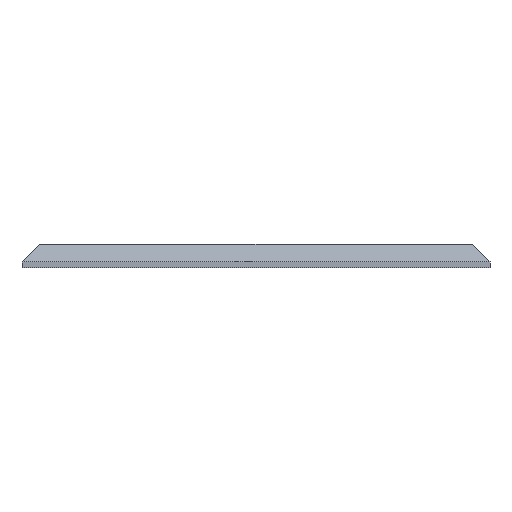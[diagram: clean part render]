
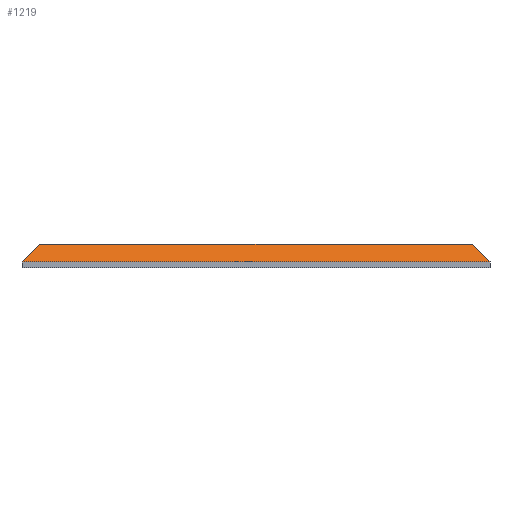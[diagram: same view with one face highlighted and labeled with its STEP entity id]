
A CAD part, front view. The second image highlights one B-rep face of the part: STEP entity #1219.
In plain terms, the highlighted planar face has unit normal (0, -0.707, 0.707).
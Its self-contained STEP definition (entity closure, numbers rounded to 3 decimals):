
#188=FACE_OUTER_BOUND('',#272,.T.);
#272=EDGE_LOOP('',(#1076,#1077,#1078,#1079));
#346=LINE('',#1931,#453);
#379=LINE('',#2062,#486);
#380=LINE('',#2064,#487);
#381=LINE('',#2065,#488);
#453=VECTOR('',#1559,10.);
#486=VECTOR('',#1712,10.);
#487=VECTOR('',#1713,10.);
#488=VECTOR('',#1714,10.);
#565=VERTEX_POINT('',#1929);
#566=VERTEX_POINT('',#1930);
#604=VERTEX_POINT('',#2061);
#605=VERTEX_POINT('',#2063);
#702=EDGE_CURVE('',#565,#566,#346,.T.);
#765=EDGE_CURVE('',#566,#604,#379,.T.);
#766=EDGE_CURVE('',#604,#605,#380,.T.);
#767=EDGE_CURVE('',#565,#605,#381,.T.);
#1076=ORIENTED_EDGE('',*,*,#702,.T.);
#1077=ORIENTED_EDGE('',*,*,#765,.T.);
#1078=ORIENTED_EDGE('',*,*,#766,.T.);
#1079=ORIENTED_EDGE('',*,*,#767,.F.);
#1150=PLANE('',#1364);
#1219=ADVANCED_FACE('',(#188),#1150,.T.);
#1364=AXIS2_PLACEMENT_3D('',#2060,#1710,#1711);
#1559=DIRECTION('',(-1.,0.,0.));
#1710=DIRECTION('center_axis',(0.,-0.707,0.707));
#1711=DIRECTION('ref_axis',(1.,0.,0.));
#1712=DIRECTION('',(-0.577,-0.577,-0.577));
#1713=DIRECTION('',(1.,0.,0.));
#1714=DIRECTION('',(0.577,-0.577,-0.577));
#1929=CARTESIAN_POINT('',(13.5,-51.698,37.));
#1930=CARTESIAN_POINT('',(-23.5,-51.698,37.));
#1931=CARTESIAN_POINT('',(-15.,-51.698,37.));
#2060=CARTESIAN_POINT('Origin',(-15.,-52.448,36.25));
#2061=CARTESIAN_POINT('',(-25.,-53.198,35.5));
#2062=CARTESIAN_POINT('',(-23.5,-51.698,37.));
#2063=CARTESIAN_POINT('',(15.,-53.198,35.5));
#2064=CARTESIAN_POINT('',(-15.,-53.198,35.5));
#2065=CARTESIAN_POINT('',(13.5,-51.698,37.));
